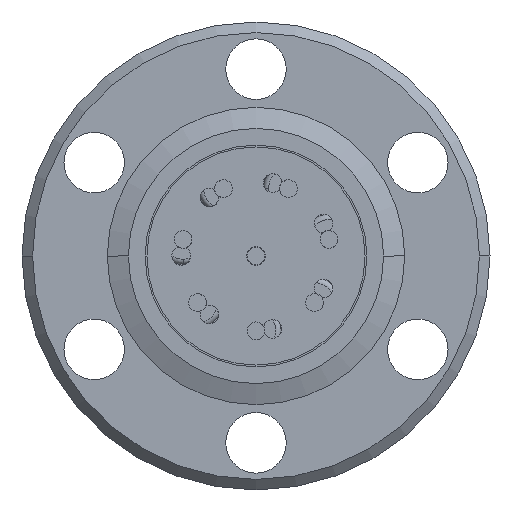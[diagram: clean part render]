
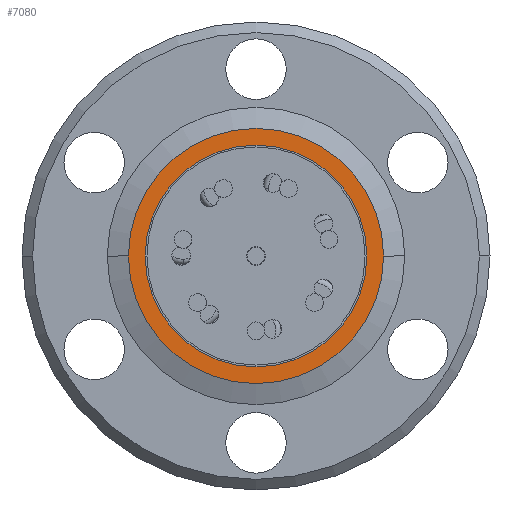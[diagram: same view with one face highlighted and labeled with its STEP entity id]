
A CAD part, front view. The second image highlights one B-rep face of the part: STEP entity #7080.
In plain terms, the highlighted planar face has unit normal (0, -1, 0).
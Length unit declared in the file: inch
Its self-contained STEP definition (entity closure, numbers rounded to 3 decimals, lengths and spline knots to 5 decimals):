
#728 = CARTESIAN_POINT ( 'NONE',  ( 0., -0.448, 0. ) ) ;
#736 = PLANE ( 'NONE',  #1104 ) ;
#738 = DIRECTION ( 'NONE',  ( 0., 1., 0. ) ) ;
#739 = DIRECTION ( 'NONE',  ( -1., 0., 0. ) ) ;
#1104 = AXIS2_PLACEMENT_3D ( 'NONE', #728, #738, #739 ) ;
#1213 = AXIS2_PLACEMENT_3D ( 'NONE', #1377, #1378, #1379 ) ;
#1214 = AXIS2_PLACEMENT_3D ( 'NONE', #1380, #1381, #1382 ) ;
#1377 = CARTESIAN_POINT ( 'NONE',  ( 0., -0.448, 0. ) ) ;
#1378 = DIRECTION ( 'NONE',  ( 0., -1., 0. ) ) ;
#1379 = DIRECTION ( 'NONE',  ( 1., 0., 0. ) ) ;
#1380 = CARTESIAN_POINT ( 'NONE',  ( 0., -0.448, 0. ) ) ;
#1381 = DIRECTION ( 'NONE',  ( 0., -1., 0. ) ) ;
#1382 = DIRECTION ( 'NONE',  ( 0., 0., 1. ) ) ;
#2285 = ORIENTED_EDGE ( 'NONE', *, *, #3886, .F. ) ;
#2366 = ORIENTED_EDGE ( 'NONE', *, *, #10258, .F. ) ;
#2367 = ORIENTED_EDGE ( 'NONE', *, *, #10257, .T. ) ;
#2368 = ORIENTED_EDGE ( 'NONE', *, *, #3890, .T. ) ;
#2629 = FACE_OUTER_BOUND ( 'NONE', #9705, .T. ) ;
#2632 = FACE_BOUND ( 'NONE', #9702, .T. ) ;
#2867 = CIRCLE ( 'NONE', #1213, 0.3625 ) ;
#2868 = CIRCLE ( 'NONE', #1214, 0.315 ) ;
#3886 = EDGE_CURVE ( 'NONE', #6724, #6725, #7986, .T. ) ;
#3890 = EDGE_CURVE ( 'NONE', #6722, #6723, #7990, .T. ) ;
#3912 = CARTESIAN_POINT ( 'NONE',  ( -0.3625, -0.448, 0. ) ) ;
#3913 = CARTESIAN_POINT ( 'NONE',  ( 0.3625, -0.448, 0. ) ) ;
#3914 = CARTESIAN_POINT ( 'NONE',  ( 0., -0.448, 0.315 ) ) ;
#3915 = CARTESIAN_POINT ( 'NONE',  ( 0., -0.448, -0.315 ) ) ;
#5235 = CARTESIAN_POINT ( 'NONE',  ( 0., -0.448, 0. ) ) ;
#5236 = DIRECTION ( 'NONE',  ( 0., -1., 0. ) ) ;
#5237 = DIRECTION ( 'NONE',  ( 1., 0., 0. ) ) ;
#6346 = CARTESIAN_POINT ( 'NONE',  ( 0., -0.448, 0. ) ) ;
#6347 = DIRECTION ( 'NONE',  ( 0., -1., 0. ) ) ;
#6348 = DIRECTION ( 'NONE',  ( 0., 0., 1. ) ) ;
#6722 = VERTEX_POINT ( 'NONE', #3912 ) ;
#6723 = VERTEX_POINT ( 'NONE', #3913 ) ;
#6724 = VERTEX_POINT ( 'NONE', #3914 ) ;
#6725 = VERTEX_POINT ( 'NONE', #3915 ) ;
#7080 = ADVANCED_FACE ( 'NONE', ( #2629, #2632 ), #736, .F. ) ;
#7986 = CIRCLE ( 'NONE', #9295, 0.315 ) ;
#7990 = CIRCLE ( 'NONE', #9297, 0.3625 ) ;
#9295 = AXIS2_PLACEMENT_3D ( 'NONE', #6346, #6347, #6348 ) ;
#9297 = AXIS2_PLACEMENT_3D ( 'NONE', #5235, #5236, #5237 ) ;
#9702 = EDGE_LOOP ( 'NONE', ( #2285, #2366 ) ) ;
#9705 = EDGE_LOOP ( 'NONE', ( #2367, #2368 ) ) ;
#10257 = EDGE_CURVE ( 'NONE', #6723, #6722, #2867, .T. ) ;
#10258 = EDGE_CURVE ( 'NONE', #6725, #6724, #2868, .T. ) ;
